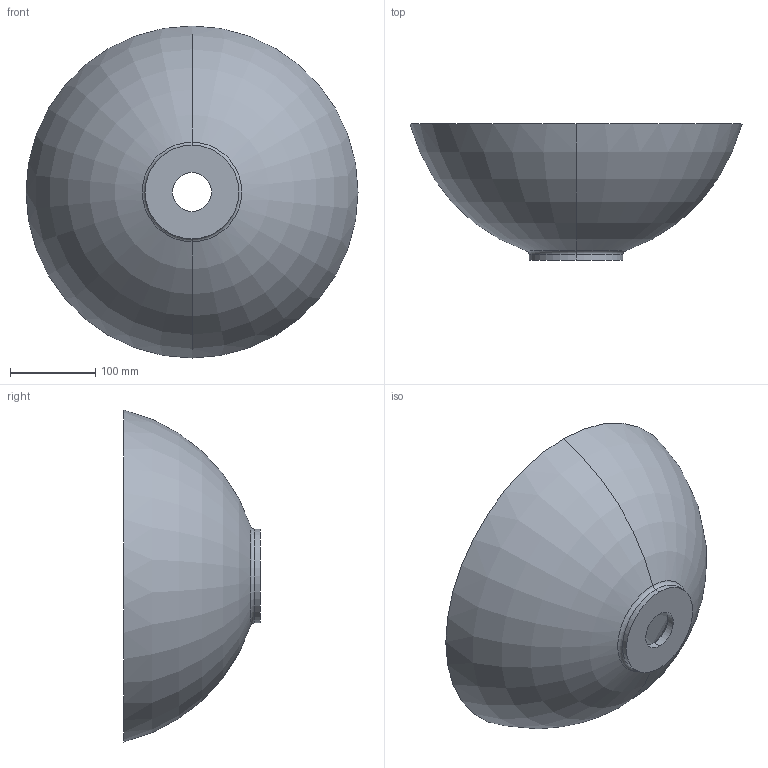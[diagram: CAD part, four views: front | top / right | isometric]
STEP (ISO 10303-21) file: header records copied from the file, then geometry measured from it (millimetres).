
FILE_DESCRIPTION (( 'STEP AP214' ), '1' );
FILE_NAME ('D787-SO.STEP', '2018-06-29T09:20:00', ( '' ), ( '' ), 'SwSTEP 2.0', 'SolidWorks 2017', '' );
FILE_SCHEMA (( 'AUTOMOTIVE_DESIGN' ));
Length unit declared in the file: millimetre
Products named in the file (2): D787-SO
Bounding box: 390 x 160 x 390 mm (x, y, z)
Volume: 2552848.6 mm3; surface area: 374001 mm2
Topology: 1 solids, 1 shells, 15 faces, 30 edges, 16 vertices
Faces by surface type: torus 8, cylinder 4, cone 2, plane 1
Entity records: 445 total; most frequent: DIRECTION 88, CARTESIAN_POINT 63, ORIENTED_EDGE 60, AXIS2_PLACEMENT_3D 41, EDGE_CURVE 30, CIRCLE 24, VERTEX_POINT 16, EDGE_LOOP 16
